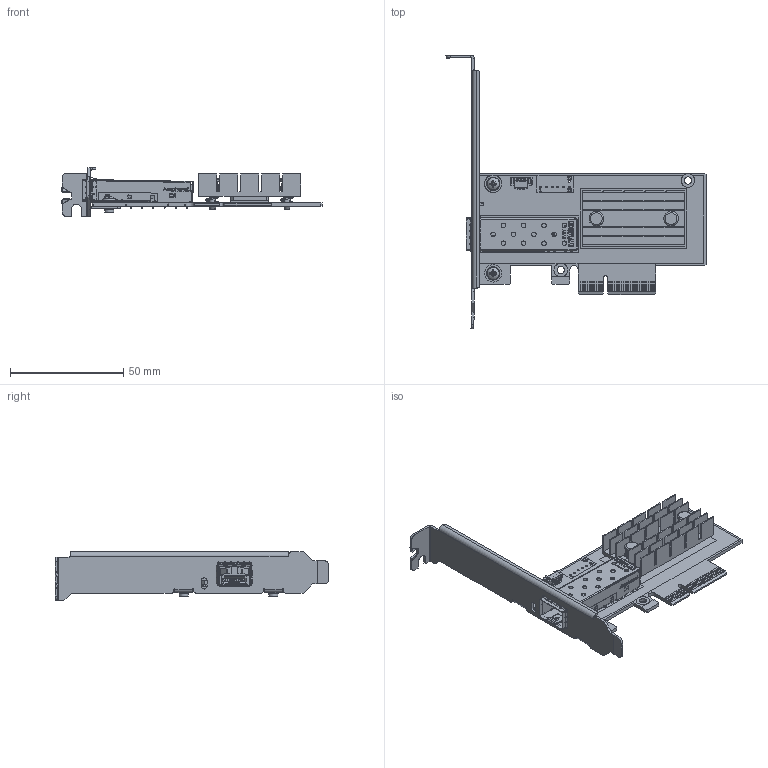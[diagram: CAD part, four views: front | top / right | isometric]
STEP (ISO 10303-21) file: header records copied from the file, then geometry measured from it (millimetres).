
FILE_DESCRIPTION(/* description */ (''),/* implementation_level */ '2;1');
FILE_NAME(/* name */ 'MCX311A-XCAT_AE01.stp',/* time_stamp */ '2017-04-18T16:47:13+03:00',/* author */ ('yossin'),/* organization */ (''),/* preprocessor_version */ 'ST-DEVELOPER v16.5',/* originating_system */ 'Autodesk Inventor 2017',/* authorisation */ '');
FILE_SCHEMA (('AUTOMOTIVE_DESIGN { 1 0 10303 214 3 1 1 }'));
Products named in the file (15): OSPREY-3D; SFG000657; PCB000503; CON000114; 102990162; ACC000083; LED000015; CX3 CHIP; HSK000041; MEC005242; MEC005242_1; MEC005242_Conical_Sping; MEC005242_Closed_state; MEC004898; SCR000104
Assembly tree (16 placements, depth 3):
  OSPREY-3D
    SFG000657
      PCB000503
      CON000114
      102990162
      ACC000083
      LED000015
      CX3 CHIP
    HSK000041
    MEC005242  x2
      MEC005242_1
      MEC005242_Conical_Sping
      MEC005242_Closed_state
    MEC004898
    SCR000104  x2
Bounding box: 115.02 x 121.05 x 21.59 mm (x, y, z)
Volume: 14791.8 mm3; surface area: 30712 mm2
Topology: 82 solids, 82 shells, 3670 faces, 9805 edges, 6367 vertices
Faces by surface type: plane 2381, cylinder 969, bspline 233, cone 39, torus 38, sphere 10
Full cylindrical faces by diameter (mm): 0.1 x1, 0.5 x4, 0.85 x8, 0.95 x9, 1.05 x10, 1.4 x1, 1.55 x2, 2 x24, 2.27 x2, 2.8 x2, 2.845 x2, 2.95 x2, 3.175 x4, 3.38 x2, 4 x4, 5.563 x2, 6 x2, 6.2 x2, 7.62 x4, 10 x2
Entity records: 121375 total; most frequent: CARTESIAN_POINT 29726, ORIENTED_EDGE 18772, DIRECTION 17717, EDGE_CURVE 9386, LINE 6725, VECTOR 6725, VERTEX_POINT 6164, AXIS2_PLACEMENT_3D 5496
